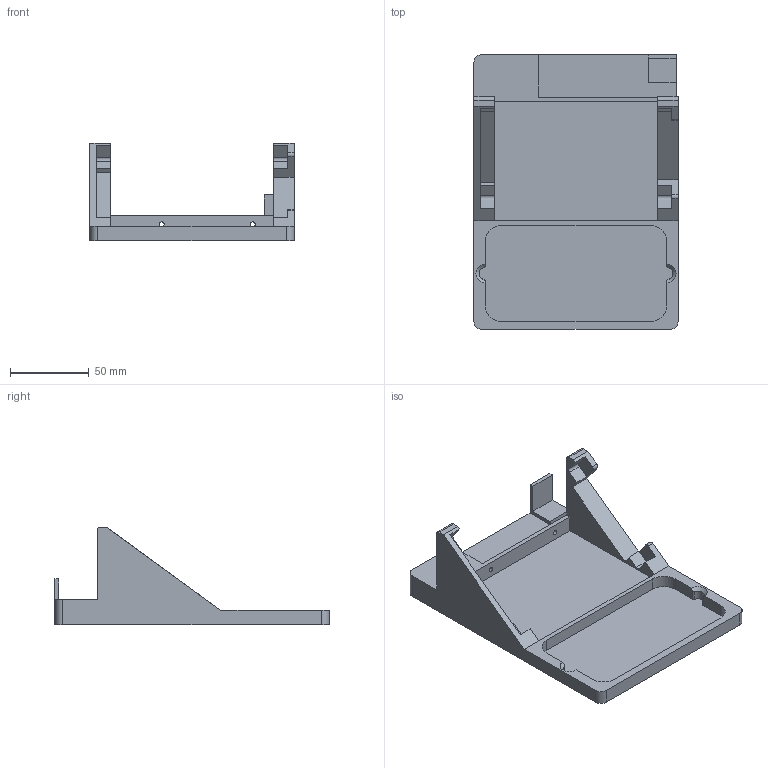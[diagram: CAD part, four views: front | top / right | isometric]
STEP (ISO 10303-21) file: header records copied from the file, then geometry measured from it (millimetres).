
FILE_DESCRIPTION(/* description */ (''),/* implementation_level */ '2;1');
FILE_NAME(/* name */ 'aaa-RaspberryPi5Case_V3 v3.step',/* time_stamp */ '2025-10-10T14:18:11+08:00',/* author */ (''),/* organization */ (''),/* preprocessor_version */ 'ST-DEVELOPER v20.1',/* originating_system */ 'Autodesk Translation Framework v14.17.0.0',/* authorisation */ '');
FILE_SCHEMA (('AUTOMOTIVE_DESIGN { 1 0 10303 214 3 1 1 }'));
Length unit declared in the file: millimetre
Products named in the file (1): aaa-RaspberryPi5Case_V3
Bounding box: 130 x 174.81 x 62.1 mm (x, y, z)
Volume: 159133.5 mm3; surface area: 67185.1 mm2
Topology: 1 solids, 1 shells, 76 faces, 217 edges, 144 vertices
Faces by surface type: plane 51, cylinder 23, cone 2
Full cylindrical faces by diameter (mm): 3 x2
Entity records: 2538 total; most frequent: CARTESIAN_POINT 474, ORIENTED_EDGE 434, DIRECTION 411, EDGE_CURVE 217, LINE 169, VECTOR 169, VERTEX_POINT 144, AXIS2_PLACEMENT_3D 121
